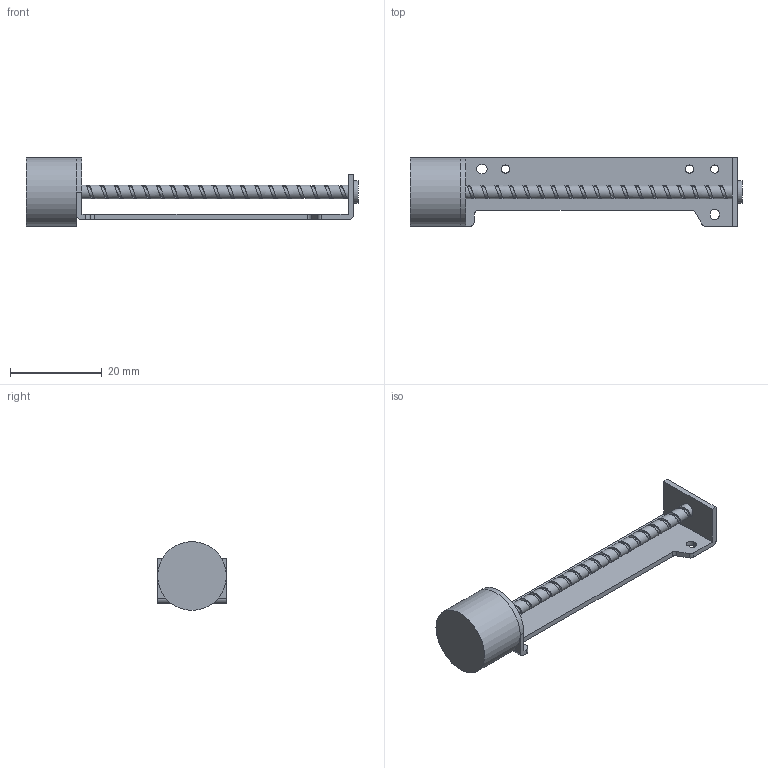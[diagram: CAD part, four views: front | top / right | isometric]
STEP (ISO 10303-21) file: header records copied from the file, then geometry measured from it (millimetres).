
FILE_DESCRIPTION(/* description */ (''),/* implementation_level */ '2;1');
FILE_NAME(/* name */ 'Stepper motor CD Drive.step',/* time_stamp */ '2022-07-24T12:17:23+02:00',/* author */ (''),/* organization */ (''),/* preprocessor_version */ 'ST-DEVELOPER v19',/* originating_system */ 'Autodesk Translation Framework v11.7.0.108',/* authorisation */ '');
FILE_SCHEMA (('AUTOMOTIVE_DESIGN { 1 0 10303 214 3 1 1 }'));
Length unit declared in the file: millimetre
Products named in the file (5): Stepper motor; Base; Componente4; Motor; Rod
Assembly tree (4 placements, depth 3):
  Stepper motor
    Base
      Componente4
    Motor
    Rod
Bounding box: 72.45 x 15 x 15 mm (x, y, z)
Volume: 3496.4 mm3; surface area: 3866.5 mm2
Topology: 4 solids, 4 shells, 87 faces, 237 edges, 158 vertices
Faces by surface type: cylinder 61, plane 24, bspline 2
Full cylindrical faces by diameter (mm): 1.8 x3, 2.25 x6, 3 x10, 5 x1, 15 x1
Entity records: 4761 total; most frequent: CARTESIAN_POINT 2512, ORIENTED_EDGE 474, DIRECTION 380, EDGE_CURVE 237, VERTEX_POINT 158, AXIS2_PLACEMENT_3D 136, LINE 108, VECTOR 108
